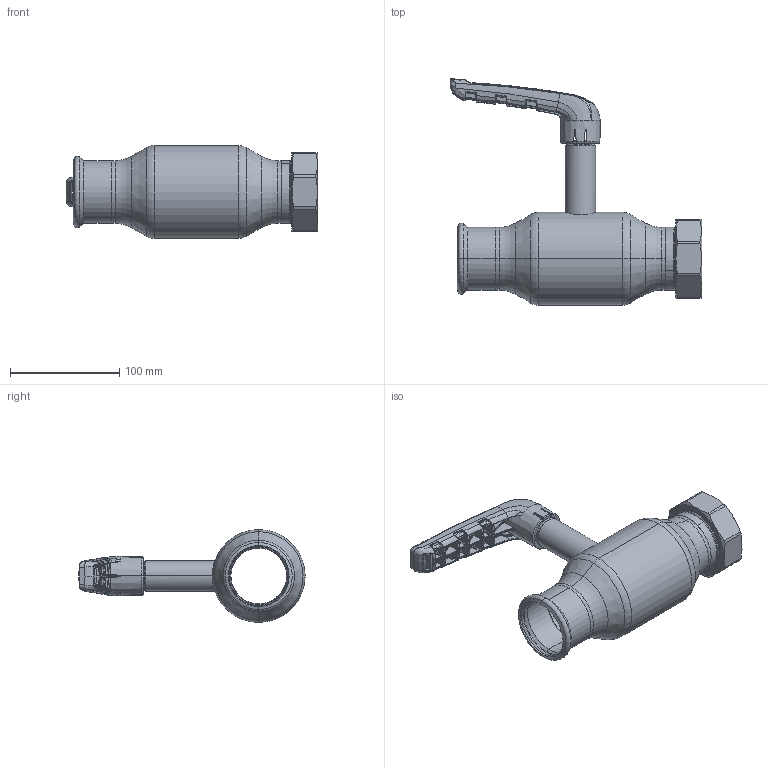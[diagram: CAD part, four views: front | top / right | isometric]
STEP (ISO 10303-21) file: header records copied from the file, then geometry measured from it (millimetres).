
FILE_DESCRIPTION (( 'STEP AP214' ), '1' );
FILE_NAME ('1050001401-xxxx.step', '2019-05-09T09:38:52', ( '' ), ( '' ), 'SwSTEP 2.0', 'SolidWorks 2017', '' );
FILE_SCHEMA (( 'AUTOMOTIVE_DESIGN' ));
Length unit declared in the file: millimetre
Products named in the file (1): 1050001401-xxxx
Bounding box: 230.55 x 207.31 x 85 mm (x, y, z)
Surface area: 108782.3 mm2 (no closed solid volume)
Topology: 0 solids, 15 shells, 785 faces, 2630 edges, 1739 vertices
Faces by surface type: bspline 616, plane 54, cylinder 46, cone 38, torus 25, sphere 6
Entity records: 59275 total; most frequent: CARTESIAN_POINT 33977, ORIENTED_EDGE 4118, EDGE_CURVE 2624, B_SPLINE_CURVE_WITH_KNOTS 1811, DIRECTION 1777, VERTEX_POINT 1739, EDGE_LOOP 798, AXIS2_PLACEMENT_3D 796
